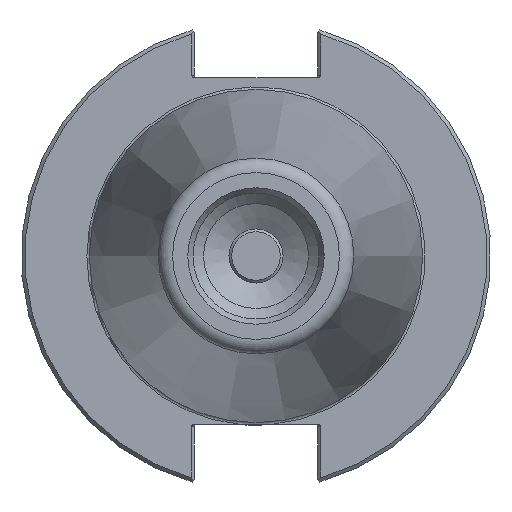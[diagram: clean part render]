
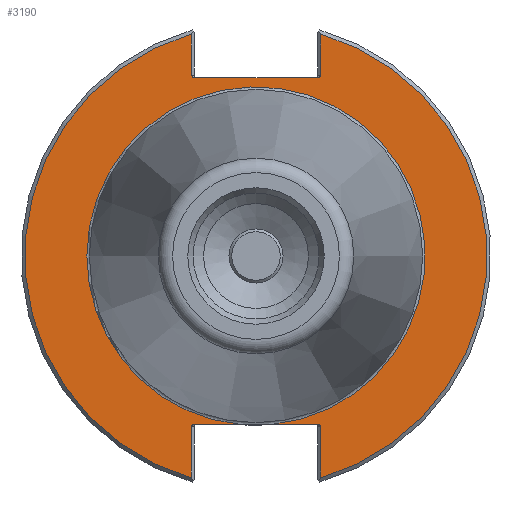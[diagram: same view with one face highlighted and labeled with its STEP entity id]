
A CAD part, left-side view. The second image highlights one B-rep face of the part: STEP entity #3190.
In plain terms, the highlighted planar face has unit normal (-1, 0, 0).
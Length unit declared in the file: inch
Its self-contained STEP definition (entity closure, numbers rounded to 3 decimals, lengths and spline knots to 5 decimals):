
#2545=CARTESIAN_POINT('',(0.125,-0.50422,1.472));
#2546=VERTEX_POINT('',#2545);
#2553=CARTESIAN_POINT('',(0.125,-0.5325,1.492));
#2554=VERTEX_POINT('',#2553);
#2555=CARTESIAN_POINT('',(0.125,-0.50422,1.492));
#2556=DIRECTION('',(-1.0,0.0,0.0));
#2557=DIRECTION('',(0.0,-1.0,0.0));
#2558=AXIS2_PLACEMENT_3D('',#2555,#2556,#2557);
#2559=ELLIPSE('',#2558,0.02828,0.02);
#2560=EDGE_CURVE('',#2546,#2554,#2559,.T.);
#2610=CARTESIAN_POINT('',(0.125,-0.5325,1.83167));
#2611=VERTEX_POINT('',#2610);
#2612=CARTESIAN_POINT('',(0.125,-0.5325,1.492));
#2613=DIRECTION('',(0.0,0.0,1.0));
#2614=VECTOR('',#2613,0.33967);
#2615=LINE('',#2612,#2614);
#2616=EDGE_CURVE('',#2554,#2611,#2615,.T.);
#2699=CARTESIAN_POINT('',(0.125,0.50422,-1.388));
#2700=VERTEX_POINT('',#2699);
#2707=CARTESIAN_POINT('',(0.125,0.5325,-1.408));
#2708=VERTEX_POINT('',#2707);
#2709=CARTESIAN_POINT('',(0.125,0.50422,-1.408));
#2710=DIRECTION('',(-1.0,0.0,0.0));
#2711=DIRECTION('',(0.0,1.0,0.0));
#2712=AXIS2_PLACEMENT_3D('',#2709,#2710,#2711);
#2713=ELLIPSE('',#2712,0.02828,0.02);
#2714=EDGE_CURVE('',#2700,#2708,#2713,.T.);
#2764=CARTESIAN_POINT('',(0.125,0.5325,-1.83167));
#2765=VERTEX_POINT('',#2764);
#2766=CARTESIAN_POINT('',(0.125,0.5325,-1.408));
#2767=DIRECTION('',(0.0,0.0,-1.0));
#2768=VECTOR('',#2767,0.42367);
#2769=LINE('',#2766,#2768);
#2770=EDGE_CURVE('',#2708,#2765,#2769,.T.);
#2795=CARTESIAN_POINT('',(0.125,-0.5325,-1.408));
#2796=VERTEX_POINT('',#2795);
#2797=CARTESIAN_POINT('',(0.125,-0.50422,-1.388));
#2798=VERTEX_POINT('',#2797);
#2799=CARTESIAN_POINT('',(0.125,-0.50422,-1.408));
#2800=DIRECTION('',(-1.0,0.0,0.0));
#2801=DIRECTION('',(0.0,-1.0,0.0));
#2802=AXIS2_PLACEMENT_3D('',#2799,#2800,#2801);
#2803=ELLIPSE('',#2802,0.02828,0.02);
#2804=EDGE_CURVE('',#2796,#2798,#2803,.T.);
#2902=CARTESIAN_POINT('',(0.125,-0.5325,-1.83167));
#2903=VERTEX_POINT('',#2902);
#2910=CARTESIAN_POINT('',(0.125,-0.5325,-1.83167));
#2911=DIRECTION('',(0.0,0.0,1.0));
#2912=VECTOR('',#2911,0.42367);
#2913=LINE('',#2910,#2912);
#2914=EDGE_CURVE('',#2903,#2796,#2913,.T.);
#2956=CARTESIAN_POINT('',(0.125,0.5325,1.492));
#2957=VERTEX_POINT('',#2956);
#2964=CARTESIAN_POINT('',(0.125,0.50422,1.472));
#2965=VERTEX_POINT('',#2964);
#2966=CARTESIAN_POINT('',(0.125,0.50422,1.492));
#2967=DIRECTION('',(-1.0,0.0,0.0));
#2968=DIRECTION('',(0.0,1.0,0.0));
#2969=AXIS2_PLACEMENT_3D('',#2966,#2967,#2968);
#2970=ELLIPSE('',#2969,0.02828,0.02);
#2971=EDGE_CURVE('',#2957,#2965,#2970,.T.);
#3056=CARTESIAN_POINT('',(0.125,0.5325,1.83167));
#3057=VERTEX_POINT('',#3056);
#3064=CARTESIAN_POINT('',(0.125,0.5325,1.83167));
#3065=DIRECTION('',(0.0,0.0,-1.0));
#3066=VECTOR('',#3065,0.33967);
#3067=LINE('',#3064,#3066);
#3068=EDGE_CURVE('',#3057,#2957,#3067,.T.);
#3103=CARTESIAN_POINT('',(0.125,-0.13957,-1.388));
#3104=VERTEX_POINT('',#3103);
#3105=CARTESIAN_POINT('',(0.125,0.13957,-1.388));
#3106=VERTEX_POINT('',#3105);
#3121=CARTESIAN_POINT('',(0.125,0.0,0.0));
#3122=DIRECTION('',(-1.0,0.0,0.0));
#3123=DIRECTION('',(0.0,-1.0,0.0));
#3124=AXIS2_PLACEMENT_3D('',#3121,#3122,#3123);
#3125=CIRCLE('',#3124,1.395);
#3126=EDGE_CURVE('',#3104,#3106,#3125,.T.);
#3142=CARTESIAN_POINT('',(0.125,1.65625,0.0));
#3143=DIRECTION('',(-1.0,0.0,0.0));
#3144=DIRECTION('',(0.0,0.0,1.0));
#3145=AXIS2_PLACEMENT_3D('',#3142,#3143,#3144);
#3146=PLANE('',#3145);
#3147=ORIENTED_EDGE('',*,*,#3126,.F.);
#3148=CARTESIAN_POINT('',(0.125,-0.50422,-1.388));
#3149=DIRECTION('',(0.0,1.0,0.0));
#3150=VECTOR('',#3149,0.36464);
#3151=LINE('',#3148,#3150);
#3152=EDGE_CURVE('',#2798,#3104,#3151,.T.);
#3153=ORIENTED_EDGE('',*,*,#3152,.F.);
#3154=ORIENTED_EDGE('',*,*,#2804,.F.);
#3155=ORIENTED_EDGE('',*,*,#2914,.F.);
#3156=CARTESIAN_POINT('',(0.125,0.0,0.0));
#3157=DIRECTION('',(1.0,0.0,0.0));
#3158=DIRECTION('',(0.0,-1.0,0.0));
#3159=AXIS2_PLACEMENT_3D('',#3156,#3157,#3158);
#3160=CIRCLE('',#3159,1.9075);
#3161=EDGE_CURVE('',#2611,#2903,#3160,.T.);
#3162=ORIENTED_EDGE('',*,*,#3161,.F.);
#3163=ORIENTED_EDGE('',*,*,#2616,.F.);
#3164=ORIENTED_EDGE('',*,*,#2560,.F.);
#3165=CARTESIAN_POINT('',(0.125,0.50422,1.472));
#3166=DIRECTION('',(0.0,-1.0,0.0));
#3167=VECTOR('',#3166,1.00843);
#3168=LINE('',#3165,#3167);
#3169=EDGE_CURVE('',#2965,#2546,#3168,.T.);
#3170=ORIENTED_EDGE('',*,*,#3169,.F.);
#3171=ORIENTED_EDGE('',*,*,#2971,.F.);
#3172=ORIENTED_EDGE('',*,*,#3068,.F.);
#3173=CARTESIAN_POINT('',(0.125,0.0,0.0));
#3174=DIRECTION('',(1.0,0.0,0.0));
#3175=DIRECTION('',(0.0,1.0,0.0));
#3176=AXIS2_PLACEMENT_3D('',#3173,#3174,#3175);
#3177=CIRCLE('',#3176,1.9075);
#3178=EDGE_CURVE('',#2765,#3057,#3177,.T.);
#3179=ORIENTED_EDGE('',*,*,#3178,.F.);
#3180=ORIENTED_EDGE('',*,*,#2770,.F.);
#3181=ORIENTED_EDGE('',*,*,#2714,.F.);
#3182=CARTESIAN_POINT('',(0.125,0.13957,-1.388));
#3183=DIRECTION('',(0.0,1.0,0.0));
#3184=VECTOR('',#3183,0.36464);
#3185=LINE('',#3182,#3184);
#3186=EDGE_CURVE('',#3106,#2700,#3185,.T.);
#3187=ORIENTED_EDGE('',*,*,#3186,.F.);
#3188=EDGE_LOOP('',(#3147,#3153,#3154,#3155,#3162,#3163,#3164,#3170,#3171,#3172,#3179,#3180,#3181,#3187));
#3189=FACE_OUTER_BOUND('',#3188,.T.);
#3190=ADVANCED_FACE('',(#3189),#3146,.T.);
